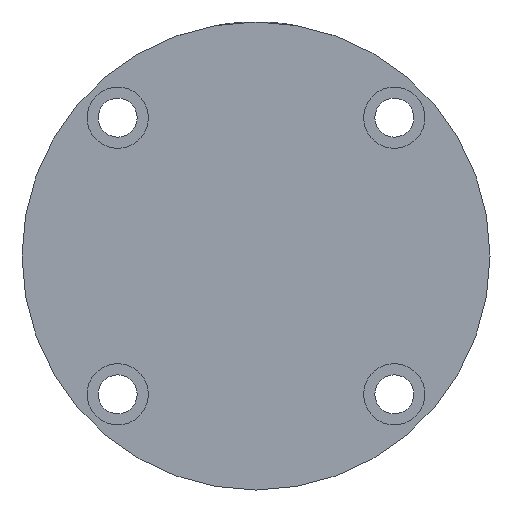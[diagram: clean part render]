
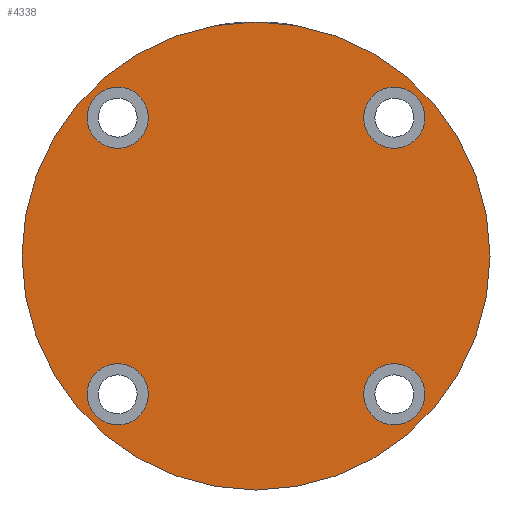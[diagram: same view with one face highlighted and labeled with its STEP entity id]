
A CAD part, left-side view. The second image highlights one B-rep face of the part: STEP entity #4338.
In plain terms, the highlighted face is planar.
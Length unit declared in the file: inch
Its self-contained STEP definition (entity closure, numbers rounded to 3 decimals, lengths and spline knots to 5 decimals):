
#77 = CARTESIAN_POINT ( 'NONE',  ( 0., 0.5, 0. ) ) ;
#133 = VERTEX_POINT ( 'NONE', #3833 ) ;
#205 = EDGE_CURVE ( 'NONE', #2854, #3255, #3383, .T. ) ;
#262 = ORIENTED_EDGE ( 'NONE', *, *, #2198, .F. ) ;
#282 = EDGE_LOOP ( 'NONE', ( #886, #360 ) ) ;
#360 = ORIENTED_EDGE ( 'NONE', *, *, #4256, .F. ) ;
#362 = DIRECTION ( 'NONE',  ( 0., 1., 0. ) ) ;
#427 = PLANE ( 'NONE',  #1744 ) ;
#452 = DIRECTION ( 'NONE',  ( 0., 1., 0. ) ) ;
#481 = CARTESIAN_POINT ( 'NONE',  ( 0.77428, 0.5, -0.77428 ) ) ;
#528 = FACE_OUTER_BOUND ( 'NONE', #3008, .T. ) ;
#568 = ORIENTED_EDGE ( 'NONE', *, *, #2665, .F. ) ;
#632 = CIRCLE ( 'NONE', #1051, 0.1715 ) ;
#675 = VERTEX_POINT ( 'NONE', #4498 ) ;
#712 = CIRCLE ( 'NONE', #827, 0.1715 ) ;
#715 = CARTESIAN_POINT ( 'NONE',  ( -0.77428, 0.5, 0.77428 ) ) ;
#749 = FACE_BOUND ( 'NONE', #3800, .T. ) ;
#768 = CARTESIAN_POINT ( 'NONE',  ( -0.77428, 0.5, 0.77428 ) ) ;
#783 = ORIENTED_EDGE ( 'NONE', *, *, #982, .F. ) ;
#823 = CARTESIAN_POINT ( 'NONE',  ( 0., 0.5, -1.31 ) ) ;
#826 = CARTESIAN_POINT ( 'NONE',  ( 0.77428, 0.5, 0.77428 ) ) ;
#827 = AXIS2_PLACEMENT_3D ( 'NONE', #715, #3159, #1060 ) ;
#836 = DIRECTION ( 'NONE',  ( 0., 0., 1. ) ) ;
#839 = DIRECTION ( 'NONE',  ( 0., 1., 0. ) ) ;
#842 = DIRECTION ( 'NONE',  ( 0., 1., 0. ) ) ;
#886 = ORIENTED_EDGE ( 'NONE', *, *, #1523, .F. ) ;
#891 = ORIENTED_EDGE ( 'NONE', *, *, #2281, .T. ) ;
#982 = EDGE_CURVE ( 'NONE', #3741, #133, #632, .T. ) ;
#1028 = EDGE_CURVE ( 'NONE', #675, #2764, #4071, .T. ) ;
#1051 = AXIS2_PLACEMENT_3D ( 'NONE', #826, #3270, #1163 ) ;
#1060 = DIRECTION ( 'NONE',  ( 0., 0., 1. ) ) ;
#1108 = DIRECTION ( 'NONE',  ( 0., 0., 1. ) ) ;
#1163 = DIRECTION ( 'NONE',  ( 0., 0., 1. ) ) ;
#1197 = DIRECTION ( 'NONE',  ( 0., 1., 0. ) ) ;
#1269 = CARTESIAN_POINT ( 'NONE',  ( -0.77428, 0.5, 0.94578 ) ) ;
#1427 = CARTESIAN_POINT ( 'NONE',  ( 0., 0.5, 0. ) ) ;
#1452 = FACE_BOUND ( 'NONE', #2623, .T. ) ;
#1475 = DIRECTION ( 'NONE',  ( 0., 0., -1. ) ) ;
#1523 = EDGE_CURVE ( 'NONE', #4025, #2607, #2136, .T. ) ;
#1744 = AXIS2_PLACEMENT_3D ( 'NONE', #77, #3600, #1475 ) ;
#1773 = DIRECTION ( 'NONE',  ( 0., 0., 1. ) ) ;
#1789 = ORIENTED_EDGE ( 'NONE', *, *, #3857, .F. ) ;
#1878 = CIRCLE ( 'NONE', #2759, 0.1715 ) ;
#1907 = AXIS2_PLACEMENT_3D ( 'NONE', #2516, #452, #2880 ) ;
#1959 = CIRCLE ( 'NONE', #1907, 0.1715 ) ;
#1998 = AXIS2_PLACEMENT_3D ( 'NONE', #1427, #3922, #1773 ) ;
#2013 = CARTESIAN_POINT ( 'NONE',  ( -0.77428, 0.5, 0.60278 ) ) ;
#2136 = CIRCLE ( 'NONE', #4214, 0.1715 ) ;
#2198 = EDGE_CURVE ( 'NONE', #133, #3741, #1959, .T. ) ;
#2205 = CARTESIAN_POINT ( 'NONE',  ( -0.77428, 0.5, -0.60278 ) ) ;
#2208 = AXIS2_PLACEMENT_3D ( 'NONE', #3302, #1197, #3681 ) ;
#2230 = AXIS2_PLACEMENT_3D ( 'NONE', #768, #3203, #1108 ) ;
#2281 = EDGE_CURVE ( 'NONE', #3255, #2854, #4155, .T. ) ;
#2352 = FACE_BOUND ( 'NONE', #282, .T. ) ;
#2429 = CARTESIAN_POINT ( 'NONE',  ( 0.77428, 0.5, -0.77428 ) ) ;
#2516 = CARTESIAN_POINT ( 'NONE',  ( 0.77428, 0.5, 0.77428 ) ) ;
#2603 = AXIS2_PLACEMENT_3D ( 'NONE', #2908, #839, #3286 ) ;
#2607 = VERTEX_POINT ( 'NONE', #3121 ) ;
#2623 = EDGE_LOOP ( 'NONE', ( #568, #1789 ) ) ;
#2638 = CIRCLE ( 'NONE', #2230, 0.1715 ) ;
#2665 = EDGE_CURVE ( 'NONE', #3542, #4134, #712, .T. ) ;
#2746 = AXIS2_PLACEMENT_3D ( 'NONE', #2914, #842, #3291 ) ;
#2759 = AXIS2_PLACEMENT_3D ( 'NONE', #2429, #362, #2785 ) ;
#2764 = VERTEX_POINT ( 'NONE', #2205 ) ;
#2785 = DIRECTION ( 'NONE',  ( 0., 0., 1. ) ) ;
#2818 = ORIENTED_EDGE ( 'NONE', *, *, #1028, .F. ) ;
#2854 = VERTEX_POINT ( 'NONE', #3404 ) ;
#2880 = DIRECTION ( 'NONE',  ( 0., 0., 1. ) ) ;
#2905 = DIRECTION ( 'NONE',  ( 0., 1., 0. ) ) ;
#2908 = CARTESIAN_POINT ( 'NONE',  ( 0., 0.5, 0. ) ) ;
#2914 = CARTESIAN_POINT ( 'NONE',  ( -0.77428, 0.5, -0.77428 ) ) ;
#3008 = EDGE_LOOP ( 'NONE', ( #4345, #891 ) ) ;
#3121 = CARTESIAN_POINT ( 'NONE',  ( 0.77428, 0.5, -0.94578 ) ) ;
#3156 = CARTESIAN_POINT ( 'NONE',  ( 0.77428, 0.5, 0.60278 ) ) ;
#3159 = DIRECTION ( 'NONE',  ( 0., 1., 0. ) ) ;
#3203 = DIRECTION ( 'NONE',  ( 0., 1., 0. ) ) ;
#3255 = VERTEX_POINT ( 'NONE', #823 ) ;
#3270 = DIRECTION ( 'NONE',  ( 0., 1., 0. ) ) ;
#3286 = DIRECTION ( 'NONE',  ( 0., 0., 1. ) ) ;
#3291 = DIRECTION ( 'NONE',  ( 0., 0., 1. ) ) ;
#3302 = CARTESIAN_POINT ( 'NONE',  ( -0.77428, 0.5, -0.77428 ) ) ;
#3383 = CIRCLE ( 'NONE', #1998, 1.31 ) ;
#3404 = CARTESIAN_POINT ( 'NONE',  ( 0., 0.5, 1.31 ) ) ;
#3436 = FACE_BOUND ( 'NONE', #4145, .T. ) ;
#3542 = VERTEX_POINT ( 'NONE', #1269 ) ;
#3600 = DIRECTION ( 'NONE',  ( 0., -1., 0. ) ) ;
#3681 = DIRECTION ( 'NONE',  ( 0., 0., 1. ) ) ;
#3741 = VERTEX_POINT ( 'NONE', #3156 ) ;
#3743 = ORIENTED_EDGE ( 'NONE', *, *, #4481, .F. ) ;
#3771 = CARTESIAN_POINT ( 'NONE',  ( 0.77428, 0.5, -0.60278 ) ) ;
#3800 = EDGE_LOOP ( 'NONE', ( #3743, #2818 ) ) ;
#3833 = CARTESIAN_POINT ( 'NONE',  ( 0.77428, 0.5, 0.94578 ) ) ;
#3857 = EDGE_CURVE ( 'NONE', #4134, #3542, #2638, .T. ) ;
#3922 = DIRECTION ( 'NONE',  ( 0., 1., 0. ) ) ;
#3958 = CIRCLE ( 'NONE', #2746, 0.1715 ) ;
#4025 = VERTEX_POINT ( 'NONE', #3771 ) ;
#4071 = CIRCLE ( 'NONE', #2208, 0.1715 ) ;
#4134 = VERTEX_POINT ( 'NONE', #2013 ) ;
#4145 = EDGE_LOOP ( 'NONE', ( #262, #783 ) ) ;
#4155 = CIRCLE ( 'NONE', #2603, 1.31 ) ;
#4214 = AXIS2_PLACEMENT_3D ( 'NONE', #481, #2905, #836 ) ;
#4256 = EDGE_CURVE ( 'NONE', #2607, #4025, #1878, .T. ) ;
#4338 = ADVANCED_FACE ( 'PLANAR_0', ( #749, #2352, #3436, #1452, #528 ), #427, .F. ) ;
#4345 = ORIENTED_EDGE ( 'NONE', *, *, #205, .T. ) ;
#4481 = EDGE_CURVE ( 'NONE', #2764, #675, #3958, .T. ) ;
#4498 = CARTESIAN_POINT ( 'NONE',  ( -0.77428, 0.5, -0.94578 ) ) ;
